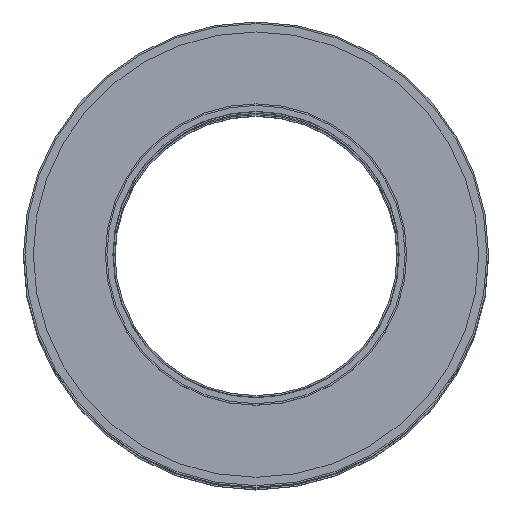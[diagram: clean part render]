
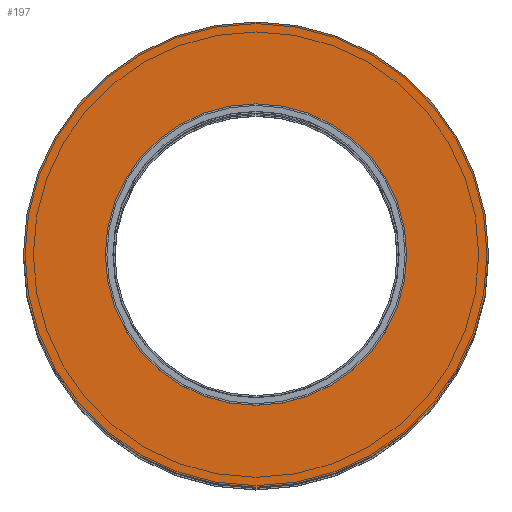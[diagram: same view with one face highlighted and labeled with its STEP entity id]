
A CAD part, top view. The second image highlights one B-rep face of the part: STEP entity #197.
In plain terms, the highlighted planar face has unit normal (0, 0, 1).
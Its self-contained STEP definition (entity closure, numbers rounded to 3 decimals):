
#70 = VERTEX_POINT ( 'NONE', #534 ) ;
#72 = EDGE_CURVE ( 'NONE', #73, #70, #598, .T. ) ;
#73 = VERTEX_POINT ( 'NONE', #593 ) ;
#128 = EDGE_CURVE ( 'NONE', #129, #130, #716, .T. ) ;
#129 = VERTEX_POINT ( 'NONE', #711 ) ;
#130 = VERTEX_POINT ( 'NONE', #710 ) ;
#174 = ORIENTED_EDGE ( 'NONE', *, *, #72, .T. ) ;
#175 = ORIENTED_EDGE ( 'NONE', *, *, #176, .T. ) ;
#176 = EDGE_CURVE ( 'NONE', #70, #73, #803, .T. ) ;
#177 = EDGE_LOOP ( 'NONE', ( #178, #179 ) ) ;
#178 = ORIENTED_EDGE ( 'NONE', *, *, #128, .F. ) ;
#179 = ORIENTED_EDGE ( 'NONE', *, *, #194, .F. ) ;
#194 = EDGE_CURVE ( 'NONE', #130, #129, #843, .T. ) ;
#197 = ADVANCED_FACE ( 'NONE', ( #838, #837 ), #836, .T. ) ;
#198 = EDGE_LOOP ( 'NONE', ( #174, #175 ) ) ;
#534 = CARTESIAN_POINT ( 'NONE',  ( -146.25, 0., 500. ) ) ;
#593 = CARTESIAN_POINT ( 'NONE',  ( 146.25, 0., 500. ) ) ;
#594 = DIRECTION ( 'NONE',  ( 1., 0., 0. ) ) ;
#595 = DIRECTION ( 'NONE',  ( 0., 0., 1. ) ) ;
#596 = CARTESIAN_POINT ( 'NONE',  ( 0., 0., 500. ) ) ;
#597 = AXIS2_PLACEMENT_3D ( 'NONE', #596, #595, #594 ) ;
#598 = CIRCLE ( 'NONE', #597, 146.25 ) ;
#710 = CARTESIAN_POINT ( 'NONE',  ( -94.75, 0., 500. ) ) ;
#711 = CARTESIAN_POINT ( 'NONE',  ( 94.75, 0., 500. ) ) ;
#712 = DIRECTION ( 'NONE',  ( 1., 0., 0. ) ) ;
#713 = DIRECTION ( 'NONE',  ( 0., 0., 1. ) ) ;
#714 = CARTESIAN_POINT ( 'NONE',  ( 0., 0., 500. ) ) ;
#715 = AXIS2_PLACEMENT_3D ( 'NONE', #714, #713, #712 ) ;
#716 = CIRCLE ( 'NONE', #715, 94.75 ) ;
#799 = DIRECTION ( 'NONE',  ( 1., 0., 0. ) ) ;
#800 = DIRECTION ( 'NONE',  ( 0., 0., 1. ) ) ;
#801 = CARTESIAN_POINT ( 'NONE',  ( 0., 0., 500. ) ) ;
#802 = AXIS2_PLACEMENT_3D ( 'NONE', #801, #800, #799 ) ;
#803 = CIRCLE ( 'NONE', #802, 146.25 ) ;
#831 = DIRECTION ( 'NONE',  ( 1., 0., 0. ) ) ;
#832 = DIRECTION ( 'NONE',  ( 0., 0., 1. ) ) ;
#833 = AXIS2_PLACEMENT_3D ( 'NONE', #835, #832, #831 ) ;
#835 = CARTESIAN_POINT ( 'NONE',  ( 0., 94.75, 500. ) ) ;
#836 = PLANE ( 'NONE',  #833 ) ;
#837 = FACE_BOUND ( 'NONE', #177, .T. ) ;
#838 = FACE_OUTER_BOUND ( 'NONE', #198, .T. ) ;
#839 = DIRECTION ( 'NONE',  ( 1., 0., 0. ) ) ;
#840 = DIRECTION ( 'NONE',  ( 0., 0., 1. ) ) ;
#841 = CARTESIAN_POINT ( 'NONE',  ( 0., 0., 500. ) ) ;
#842 = AXIS2_PLACEMENT_3D ( 'NONE', #841, #840, #839 ) ;
#843 = CIRCLE ( 'NONE', #842, 94.75 ) ;
